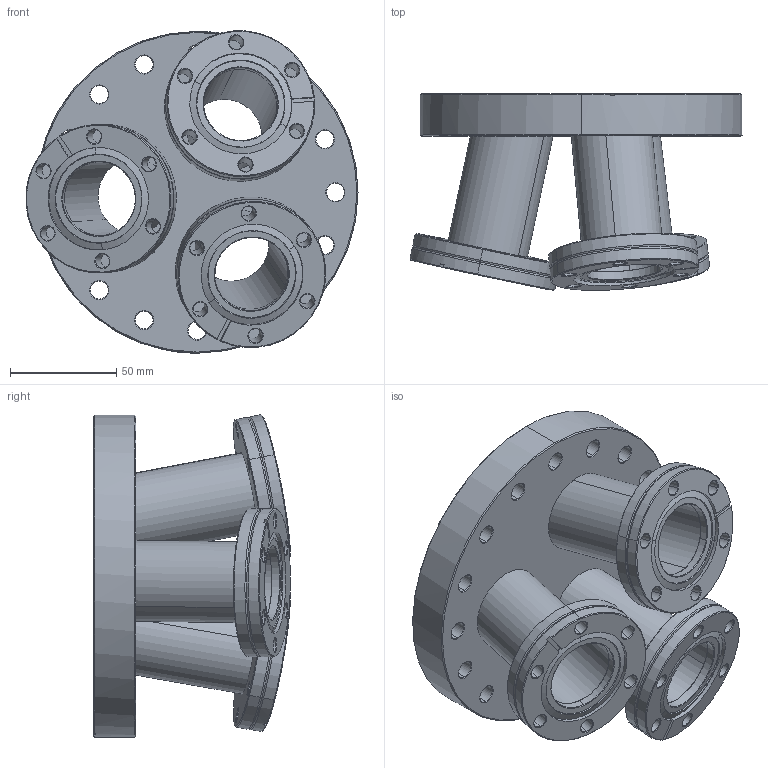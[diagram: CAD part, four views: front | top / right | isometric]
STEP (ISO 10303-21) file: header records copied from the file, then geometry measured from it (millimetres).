
FILE_DESCRIPTION (( 'STEP AP214' ), '1' );
FILE_NAME ('Hositrad_CF100-3CF35.STEP', '2017-05-22T07:15:32', ( 'Gebruiker' ), ( '' ), 'SwSTEP 2.0', 'SolidWorks 2017', '' );
FILE_SCHEMA (( 'AUTOMOTIVE_DESIGN' ));
Length unit declared in the file: millimetre
Products named in the file (4): Hositrad_CF100-3CF35; NW35CF-Weld-38.1; CF100-3CF35; NW100CF-blind
Assembly tree (7 placements, depth 2):
  Hositrad_CF100-3CF35
    NW100CF-blind
    CF100-3CF35  x3
    NW35CF-Weld-38.1  x3
Bounding box: 156.39 x 92.56 x 151.88 mm (x, y, z)
Volume: 396012.7 mm3; surface area: 140402.5 mm2
Topology: 7 solids, 7 shells, 353 faces, 811 edges, 475 vertices
Faces by surface type: cone 184, cylinder 120, plane 37, torus 12
Entity records: 6341 total; most frequent: DIRECTION 1125, CARTESIAN_POINT 1009, ORIENTED_EDGE 938, EDGE_CURVE 469, AXIS2_PLACEMENT_3D 463, VERTEX_POINT 275, EDGE_LOOP 256, CIRCLE 252
